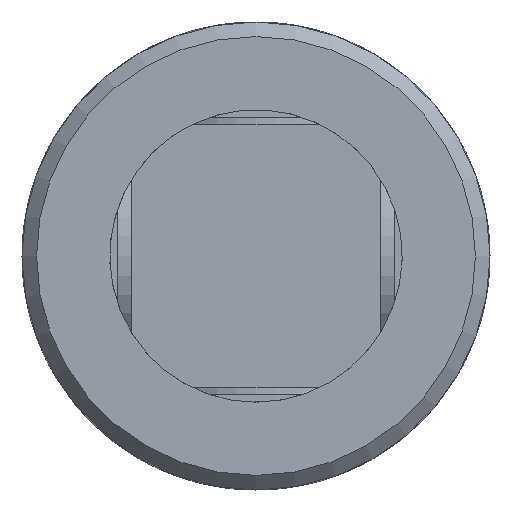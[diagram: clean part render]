
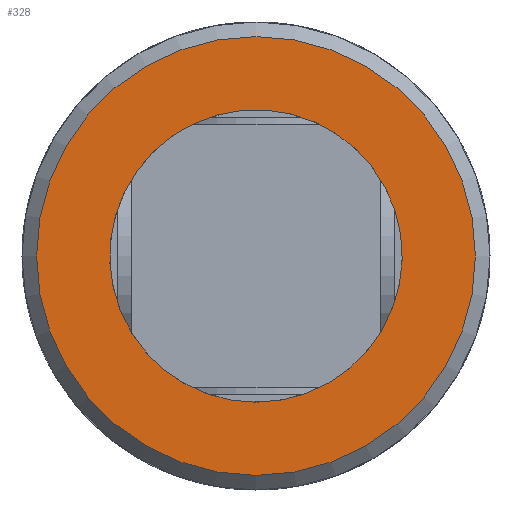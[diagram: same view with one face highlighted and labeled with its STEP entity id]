
A CAD part, left-side view. The second image highlights one B-rep face of the part: STEP entity #328.
In plain terms, the highlighted planar face has unit normal (-1, 0, 0).
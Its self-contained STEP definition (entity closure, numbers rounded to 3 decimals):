
#328 = ADVANCED_FACE( '', ( #651, #652 ), #653, .F. );
#651 = FACE_OUTER_BOUND( '', #969, .T. );
#652 = FACE_BOUND( '', #970, .T. );
#653 = PLANE( '', #971 );
#969 = EDGE_LOOP( '', ( #1599 ) );
#970 = EDGE_LOOP( '', ( #1600 ) );
#971 = AXIS2_PLACEMENT_3D( '', #1601, #1602, #1603 );
#1599 = ORIENTED_EDGE( '', *, *, #1955, .F. );
#1600 = ORIENTED_EDGE( '', *, *, #1979, .T. );
#1601 = CARTESIAN_POINT( '', ( 0., 0., 0. ) );
#1602 = DIRECTION( '', ( 1., 0., 0. ) );
#1603 = DIRECTION( '', ( 0., 0., -1. ) );
#1955 = EDGE_CURVE( '', #2338, #2338, #2339, .T. );
#1979 = EDGE_CURVE( '', #2367, #2367, #2368, .T. );
#2338 = VERTEX_POINT( '', #3714 );
#2339 = CIRCLE( '', #3715, 15. );
#2367 = VERTEX_POINT( '', #3774 );
#2368 = CIRCLE( '', #3775, 10. );
#3714 = CARTESIAN_POINT( '', ( 0., 0., -15. ) );
#3715 = AXIS2_PLACEMENT_3D( '', #4030, #4031, #4032 );
#3774 = CARTESIAN_POINT( '', ( 0., 0., -10. ) );
#3775 = AXIS2_PLACEMENT_3D( '', #4056, #4057, #4058 );
#4030 = CARTESIAN_POINT( '', ( 0., 0., 0. ) );
#4031 = DIRECTION( '', ( 1., 0., 0. ) );
#4032 = DIRECTION( '', ( 0., 0., -1. ) );
#4056 = CARTESIAN_POINT( '', ( 0., 0., 0. ) );
#4057 = DIRECTION( '', ( 1., 0., 0. ) );
#4058 = DIRECTION( '', ( 0., 0., -1. ) );
